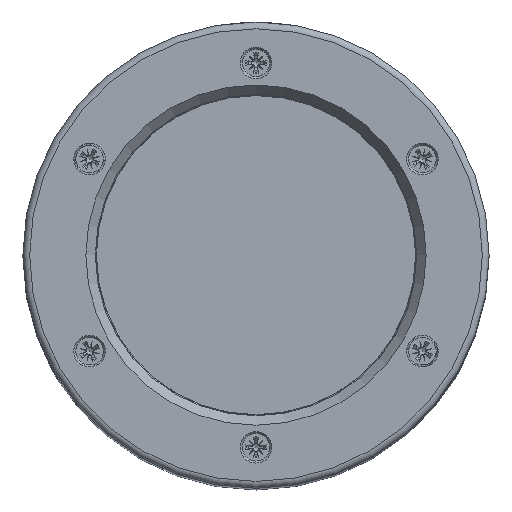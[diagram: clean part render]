
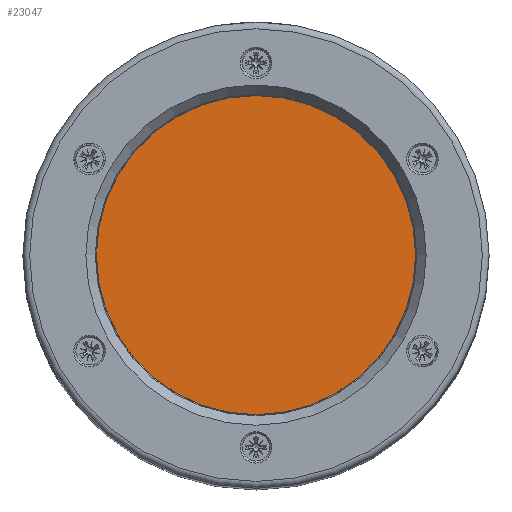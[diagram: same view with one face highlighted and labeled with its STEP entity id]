
A CAD part, top view. The second image highlights one B-rep face of the part: STEP entity #23047.
In plain terms, the highlighted planar face has unit normal (0, 0, 1).
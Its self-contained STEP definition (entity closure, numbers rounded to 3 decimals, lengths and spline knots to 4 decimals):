
#5811=FACE_OUTER_BOUND('',#7203,.T.);
#7203=EDGE_LOOP('',(#19221));
#8084=CIRCLE('',#24869,1.4654);
#10123=VERTEX_POINT('',#57009);
#13230=EDGE_CURVE('',#10123,#10123,#8084,.T.);
#19221=ORIENTED_EDGE('',*,*,#13230,.F.);
#20830=PLANE('',#24873);
#23047=ADVANCED_FACE('',(#5811),#20830,.T.);
#24869=AXIS2_PLACEMENT_3D('',#57010,#29731,#29732);
#24873=AXIS2_PLACEMENT_3D('',#57018,#29741,#29742);
#29731=DIRECTION('center_axis',(0.,0.,-1.));
#29732=DIRECTION('ref_axis',(-1.,0.,0.));
#29741=DIRECTION('center_axis',(0.,0.,1.));
#29742=DIRECTION('ref_axis',(1.,0.,0.));
#57009=CARTESIAN_POINT('',(1.4654,0.,-0.002));
#57010=CARTESIAN_POINT('Origin',(0.,0.,-0.002));
#57018=CARTESIAN_POINT('Origin',(0.,0.,
-0.002));
